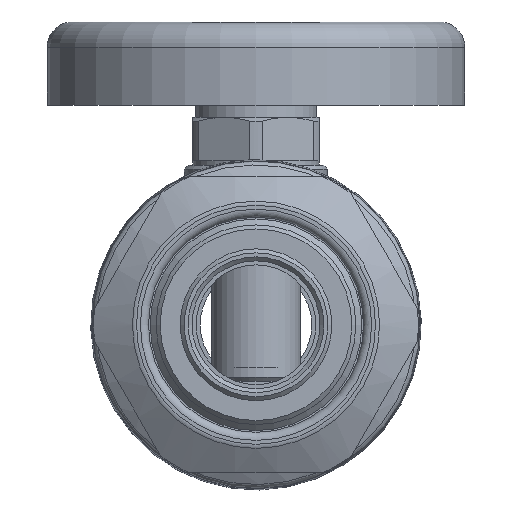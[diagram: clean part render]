
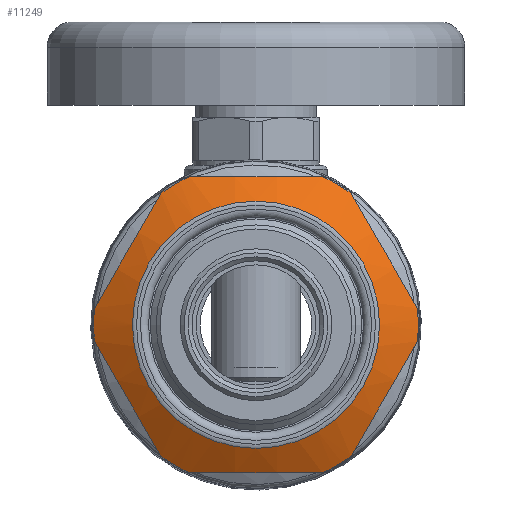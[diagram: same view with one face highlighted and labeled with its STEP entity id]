
A CAD part, front view. The second image highlights one B-rep face of the part: STEP entity #11249.
In plain terms, the highlighted conical face has half-angle 60 degrees and reference radius 17.78 mm.
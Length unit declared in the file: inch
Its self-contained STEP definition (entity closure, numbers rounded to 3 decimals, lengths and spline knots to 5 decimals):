
#577=(
BOUNDED_CURVE()
B_SPLINE_CURVE(2,(#20525,#20526,#20527),.UNSPECIFIED.,.F.,.F.)
B_SPLINE_CURVE_WITH_KNOTS((3,3),(0.,1.67512),.UNSPECIFIED.)
CURVE()
GEOMETRIC_REPRESENTATION_ITEM()
RATIONAL_B_SPLINE_CURVE((1.,1.096,1.))
REPRESENTATION_ITEM('')
);
#578=(
BOUNDED_CURVE()
B_SPLINE_CURVE(2,(#20531,#20532,#20533),.UNSPECIFIED.,.F.,.F.)
B_SPLINE_CURVE_WITH_KNOTS((3,3),(0.,1.67512),.UNSPECIFIED.)
CURVE()
GEOMETRIC_REPRESENTATION_ITEM()
RATIONAL_B_SPLINE_CURVE((1.,1.096,1.))
REPRESENTATION_ITEM('')
);
#579=(
BOUNDED_CURVE()
B_SPLINE_CURVE(2,(#20537,#20538,#20539),.UNSPECIFIED.,.F.,.F.)
B_SPLINE_CURVE_WITH_KNOTS((3,3),(0.,1.67512),.UNSPECIFIED.)
CURVE()
GEOMETRIC_REPRESENTATION_ITEM()
RATIONAL_B_SPLINE_CURVE((1.,1.096,1.))
REPRESENTATION_ITEM('')
);
#580=(
BOUNDED_CURVE()
B_SPLINE_CURVE(2,(#20543,#20544,#20545),.UNSPECIFIED.,.F.,.F.)
B_SPLINE_CURVE_WITH_KNOTS((3,3),(0.,1.67512),.UNSPECIFIED.)
CURVE()
GEOMETRIC_REPRESENTATION_ITEM()
RATIONAL_B_SPLINE_CURVE((1.,1.096,1.))
REPRESENTATION_ITEM('')
);
#581=(
BOUNDED_CURVE()
B_SPLINE_CURVE(2,(#20549,#20550,#20551),.UNSPECIFIED.,.F.,.F.)
B_SPLINE_CURVE_WITH_KNOTS((3,3),(0.,1.67512),.UNSPECIFIED.)
CURVE()
GEOMETRIC_REPRESENTATION_ITEM()
RATIONAL_B_SPLINE_CURVE((1.,1.096,1.))
REPRESENTATION_ITEM('')
);
#582=(
BOUNDED_CURVE()
B_SPLINE_CURVE(2,(#20555,#20556,#20557),.UNSPECIFIED.,.F.,.F.)
B_SPLINE_CURVE_WITH_KNOTS((3,3),(0.,1.67512),.UNSPECIFIED.)
CURVE()
GEOMETRIC_REPRESENTATION_ITEM()
RATIONAL_B_SPLINE_CURVE((1.,1.096,1.))
REPRESENTATION_ITEM('')
);
#1401=FACE_OUTER_BOUND('',#2157,.T.);
#2157=EDGE_LOOP('',(#7766,#7767,#7768,#7769,#7770,#7771,#7772,#7773,#7774,
#7775,#7776,#7777,#7778,#7779,#7780,#7781));
#2831=LINE('',#20521,#3274);
#3274=VECTOR('',#14033,0.7);
#3798=CIRCLE('',#12191,0.60928);
#3800=CIRCLE('',#12195,0.8);
#3801=CIRCLE('',#12196,0.8);
#3802=CIRCLE('',#12197,0.8);
#3803=CIRCLE('',#12198,0.8);
#3804=CIRCLE('',#12199,0.8);
#3805=CIRCLE('',#12200,0.8);
#3806=CIRCLE('',#12201,0.8);
#4573=VERTEX_POINT('',#20513);
#4575=VERTEX_POINT('',#20520);
#4576=VERTEX_POINT('',#20522);
#4577=VERTEX_POINT('',#20524);
#4578=VERTEX_POINT('',#20528);
#4579=VERTEX_POINT('',#20530);
#4580=VERTEX_POINT('',#20534);
#4581=VERTEX_POINT('',#20536);
#4582=VERTEX_POINT('',#20540);
#4583=VERTEX_POINT('',#20542);
#4584=VERTEX_POINT('',#20546);
#4585=VERTEX_POINT('',#20548);
#4586=VERTEX_POINT('',#20552);
#4587=VERTEX_POINT('',#20554);
#5696=EDGE_CURVE('',#4573,#4573,#3798,.T.);
#5698=EDGE_CURVE('',#4573,#4575,#2831,.T.);
#5699=EDGE_CURVE('',#4576,#4575,#3800,.T.);
#5700=EDGE_CURVE('',#4577,#4576,#577,.T.);
#5701=EDGE_CURVE('',#4578,#4577,#3801,.T.);
#5702=EDGE_CURVE('',#4579,#4578,#578,.T.);
#5703=EDGE_CURVE('',#4580,#4579,#3802,.T.);
#5704=EDGE_CURVE('',#4581,#4580,#579,.T.);
#5705=EDGE_CURVE('',#4582,#4581,#3803,.T.);
#5706=EDGE_CURVE('',#4583,#4582,#580,.T.);
#5707=EDGE_CURVE('',#4584,#4583,#3804,.T.);
#5708=EDGE_CURVE('',#4585,#4584,#581,.T.);
#5709=EDGE_CURVE('',#4586,#4585,#3805,.T.);
#5710=EDGE_CURVE('',#4587,#4586,#582,.T.);
#5711=EDGE_CURVE('',#4575,#4587,#3806,.T.);
#7766=ORIENTED_EDGE('',*,*,#5696,.F.);
#7767=ORIENTED_EDGE('',*,*,#5698,.T.);
#7768=ORIENTED_EDGE('',*,*,#5699,.F.);
#7769=ORIENTED_EDGE('',*,*,#5700,.F.);
#7770=ORIENTED_EDGE('',*,*,#5701,.F.);
#7771=ORIENTED_EDGE('',*,*,#5702,.F.);
#7772=ORIENTED_EDGE('',*,*,#5703,.F.);
#7773=ORIENTED_EDGE('',*,*,#5704,.F.);
#7774=ORIENTED_EDGE('',*,*,#5705,.F.);
#7775=ORIENTED_EDGE('',*,*,#5706,.F.);
#7776=ORIENTED_EDGE('',*,*,#5707,.F.);
#7777=ORIENTED_EDGE('',*,*,#5708,.F.);
#7778=ORIENTED_EDGE('',*,*,#5709,.F.);
#7779=ORIENTED_EDGE('',*,*,#5710,.F.);
#7780=ORIENTED_EDGE('',*,*,#5711,.F.);
#7781=ORIENTED_EDGE('',*,*,#5698,.F.);
#10251=CONICAL_SURFACE('',#12194,0.7,1.047);
#11249=ADVANCED_FACE('',(#1401),#10251,.T.);
#12191=AXIS2_PLACEMENT_3D('',#20515,#14025,#14026);
#12194=AXIS2_PLACEMENT_3D('',#20519,#14031,#14032);
#12195=AXIS2_PLACEMENT_3D('',#20523,#14034,#14035);
#12196=AXIS2_PLACEMENT_3D('',#20529,#14036,#14037);
#12197=AXIS2_PLACEMENT_3D('',#20535,#14038,#14039);
#12198=AXIS2_PLACEMENT_3D('',#20541,#14040,#14041);
#12199=AXIS2_PLACEMENT_3D('',#20547,#14042,#14043);
#12200=AXIS2_PLACEMENT_3D('',#20553,#14044,#14045);
#12201=AXIS2_PLACEMENT_3D('',#20558,#14046,#14047);
#14025=DIRECTION('center_axis',(0.,-1.,0.));
#14026=DIRECTION('ref_axis',(-1.,0.,0.));
#14031=DIRECTION('center_axis',(0.,1.,0.));
#14032=DIRECTION('ref_axis',(1.,0.,0.));
#14033=DIRECTION('',(-0.866,0.5,0.));
#14034=DIRECTION('center_axis',(0.,1.,0.));
#14035=DIRECTION('ref_axis',(-1.,0.,0.));
#14036=DIRECTION('center_axis',(0.,1.,0.));
#14037=DIRECTION('ref_axis',(-1.,0.,0.));
#14038=DIRECTION('center_axis',(0.,1.,0.));
#14039=DIRECTION('ref_axis',(-1.,0.,0.));
#14040=DIRECTION('center_axis',(0.,1.,0.));
#14041=DIRECTION('ref_axis',(-1.,0.,0.));
#14042=DIRECTION('center_axis',(0.,1.,0.));
#14043=DIRECTION('ref_axis',(-1.,0.,0.));
#14044=DIRECTION('center_axis',(0.,1.,0.));
#14045=DIRECTION('ref_axis',(-1.,0.,0.));
#14046=DIRECTION('center_axis',(0.,1.,0.));
#14047=DIRECTION('ref_axis',(-1.,0.,0.));
#20513=CARTESIAN_POINT('',(-0.60928,-2.06909,0.));
#20515=CARTESIAN_POINT('Origin',(0.,-2.06909,
0.));
#20519=CARTESIAN_POINT('Origin',(0.,-2.01671,
0.));
#20520=CARTESIAN_POINT('',(-0.8,-1.95898,0.));
#20521=CARTESIAN_POINT('',(-0.7,-2.01671,0.));
#20522=CARTESIAN_POINT('',(-0.79583,-1.95898,-0.08158));
#20523=CARTESIAN_POINT('Origin',(0.,-1.95898,0.));
#20524=CARTESIAN_POINT('',(-0.46857,-1.95898,-0.64842));
#20525=CARTESIAN_POINT('Ctrl Pts',(-0.46857,-1.95898,
-0.64842));
#20526=CARTESIAN_POINT('Ctrl Pts',(-0.6322,-2.03627,
-0.365));
#20527=CARTESIAN_POINT('Ctrl Pts',(-0.79583,-1.95898,
-0.08158));
#20528=CARTESIAN_POINT('',(-0.32726,-1.95898,-0.73));
#20529=CARTESIAN_POINT('Origin',(0.,-1.95898,0.));
#20530=CARTESIAN_POINT('',(0.32726,-1.95898,-0.73));
#20531=CARTESIAN_POINT('Ctrl Pts',(0.32726,-1.95898,
-0.73));
#20532=CARTESIAN_POINT('Ctrl Pts',(0.,-2.03627,
-0.73));
#20533=CARTESIAN_POINT('Ctrl Pts',(-0.32726,-1.95898,
-0.73));
#20534=CARTESIAN_POINT('',(0.46857,-1.95898,-0.64842));
#20535=CARTESIAN_POINT('Origin',(0.,-1.95898,0.));
#20536=CARTESIAN_POINT('',(0.79583,-1.95898,-0.08158));
#20537=CARTESIAN_POINT('Ctrl Pts',(0.79583,-1.95898,
-0.08158));
#20538=CARTESIAN_POINT('Ctrl Pts',(0.6322,-2.03627,-0.365));
#20539=CARTESIAN_POINT('Ctrl Pts',(0.46857,-1.95898,
-0.64842));
#20540=CARTESIAN_POINT('',(0.79583,-1.95898,0.08158));
#20541=CARTESIAN_POINT('Origin',(0.,-1.95898,0.));
#20542=CARTESIAN_POINT('',(0.46857,-1.95898,0.64842));
#20543=CARTESIAN_POINT('Ctrl Pts',(0.46857,-1.95898,
0.64842));
#20544=CARTESIAN_POINT('Ctrl Pts',(0.6322,-2.03627,0.365));
#20545=CARTESIAN_POINT('Ctrl Pts',(0.79583,-1.95898,
0.08158));
#20546=CARTESIAN_POINT('',(0.32726,-1.95898,0.73));
#20547=CARTESIAN_POINT('Origin',(0.,-1.95898,0.));
#20548=CARTESIAN_POINT('',(-0.32726,-1.95898,0.73));
#20549=CARTESIAN_POINT('Ctrl Pts',(-0.32726,-1.95898,
0.73));
#20550=CARTESIAN_POINT('Ctrl Pts',(0.,-2.03627,
0.73));
#20551=CARTESIAN_POINT('Ctrl Pts',(0.32726,-1.95898,
0.73));
#20552=CARTESIAN_POINT('',(-0.46857,-1.95898,0.64842));
#20553=CARTESIAN_POINT('Origin',(0.,-1.95898,0.));
#20554=CARTESIAN_POINT('',(-0.79583,-1.95898,0.08158));
#20555=CARTESIAN_POINT('Ctrl Pts',(-0.79583,-1.95898,
0.08158));
#20556=CARTESIAN_POINT('Ctrl Pts',(-0.6322,-2.03627,
0.365));
#20557=CARTESIAN_POINT('Ctrl Pts',(-0.46857,-1.95898,
0.64842));
#20558=CARTESIAN_POINT('Origin',(0.,-1.95898,0.));
